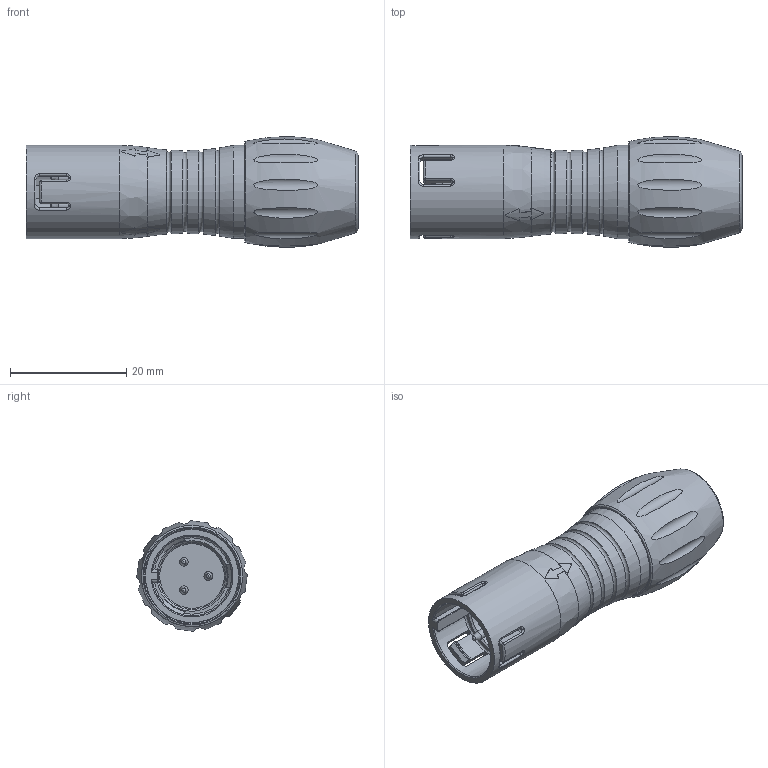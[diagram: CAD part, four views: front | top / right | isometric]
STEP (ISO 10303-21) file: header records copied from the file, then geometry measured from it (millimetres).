
FILE_DESCRIPTION(/* description */ (''),/* implementation_level */ '2;1');
FILE_NAME(/* name */ '99_9133_02_12_001_01.stp',/* time_stamp */ '2014-09-16T08:06:04+02:00',/* author */ (''),/* organization */ (''),/* preprocessor_version */ 'ST-DEVELOPER v14',/* originating_system */ 'SIEMENS PLM Software NX 8.0',/* authorisation */ '');
FILE_SCHEMA (('AUTOMOTIVE_DESIGN { 1 0 10303 214 3 1 1 1 }'));
Length unit declared in the file: millimetre
Products named in the file (1): sach11B0E7E0zcjm
Bounding box: 57 x 18.99 x 18.99 mm (x, y, z)
Volume: 10232.3 mm3; surface area: 4189.9 mm2
Topology: 1 solids, 1 shells, 266 faces, 684 edges, 432 vertices
Faces by surface type: cylinder 102, plane 76, torus 42, bspline 26, cone 14, sphere 6
Full cylindrical faces by diameter (mm): 1.5 x3, 8.5 x1, 11.5 x1, 16 x2, 16.1 x1
Entity records: 10577 total; most frequent: CARTESIAN_POINT 4840, ORIENTED_EDGE 1250, DIRECTION 1034, EDGE_CURVE 625, AXIS2_PLACEMENT_3D 425, VERTEX_POINT 410, EDGE_LOOP 321, ADVANCED_FACE 266
